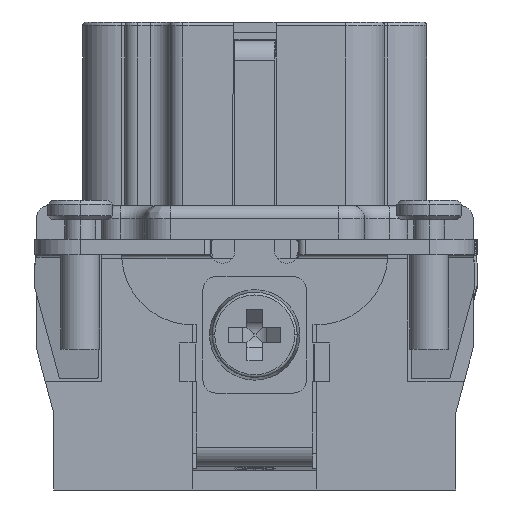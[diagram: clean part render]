
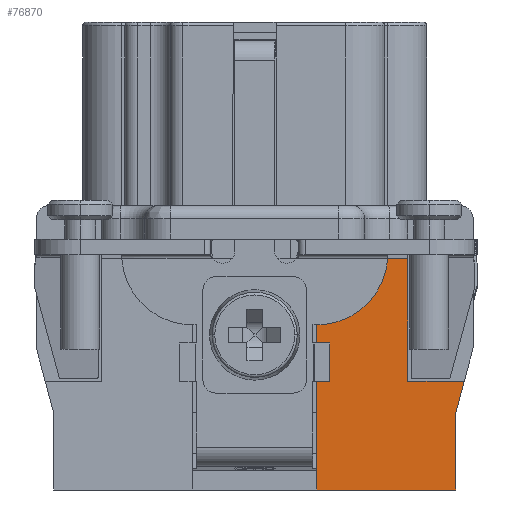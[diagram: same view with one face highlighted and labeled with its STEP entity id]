
A CAD part, front view. The second image highlights one B-rep face of the part: STEP entity #76870.
In plain terms, the highlighted planar face has unit normal (0, -1, 0).
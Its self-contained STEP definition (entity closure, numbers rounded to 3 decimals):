
#377=DIRECTION('',(-1.,0.,0.));
#378=VECTOR('',#377,10.76);
#379=CARTESIAN_POINT('',(15.56,-31.75,-20.6));
#380=LINE('',#379,#378);
#7837=DIRECTION('',(0.,0.,-1.));
#7838=VECTOR('',#7837,17.75);
#7839=CARTESIAN_POINT('',(4.8,-31.75,-2.85));
#7840=LINE('',#7839,#7838);
#7853=DIRECTION('',(0.,0.,-1.));
#7854=VECTOR('',#7853,6.);
#7855=CARTESIAN_POINT('',(15.56,-31.75,-14.6));
#7856=LINE('',#7855,#7854);
#7857=DIRECTION('',(0.,0.,-1.));
#7858=VECTOR('',#7857,9.5);
#7859=CARTESIAN_POINT('',(11.85,-31.75,-2.7));
#7860=LINE('',#7859,#7858);
#7861=DIRECTION('',(1.,0.,0.));
#7862=VECTOR('',#7861,4.353);
#7863=CARTESIAN_POINT('',(11.85,-31.75,-12.2));
#7864=LINE('',#7863,#7862);
#7893=DIRECTION('',(0.259,0.,0.966));
#7894=VECTOR('',#7893,2.485);
#7895=CARTESIAN_POINT('',(15.56,-31.75,-14.6));
#7896=LINE('',#7895,#7894);
#22421=DIRECTION('',(-1.,0.,0.));
#22422=VECTOR('',#22421,7.2);
#22423=CARTESIAN_POINT('',(11.85,-31.75,-2.7));
#22424=LINE('',#22423,#22422);
#22553=CARTESIAN_POINT('',(4.65,-31.75,-2.7));
#22555=DIRECTION('',(0.707,0.,-0.707));
#22556=VECTOR('',#22555,0.212);
#22557=CARTESIAN_POINT('',(4.65,-31.75,-2.7));
#22558=LINE('',#22557,#22556);
#54102=CARTESIAN_POINT('',(4.8,-31.75,-2.85));
#54104=VERTEX_POINT('',#54102);
#54119=VERTEX_POINT('',#22553);
#55404=CARTESIAN_POINT('',(11.85,-31.75,-2.7));
#55406=VERTEX_POINT('',#55404);
#55422=CARTESIAN_POINT('',(11.85,-31.75,-12.2));
#55423=VERTEX_POINT('',#55422);
#55456=CARTESIAN_POINT('',(16.203,-31.75,-12.2));
#55457=VERTEX_POINT('',#55456);
#55900=CARTESIAN_POINT('',(15.56,-31.75,-20.6));
#55901=VERTEX_POINT('',#55900);
#55902=CARTESIAN_POINT('',(4.8,-31.75,-20.6));
#55903=VERTEX_POINT('',#55902);
#56132=CARTESIAN_POINT('',(15.56,-31.75,-14.6));
#56133=VERTEX_POINT('',#56132);
#76849=CARTESIAN_POINT('',(12.,-31.75,1.4));
#76850=DIRECTION('',(0.,-1.,0.));
#76851=DIRECTION('',(1.,0.,0.));
#76852=AXIS2_PLACEMENT_3D('',#76849,#76850,#76851);
#76853=PLANE('',#76852);
#76855=ORIENTED_EDGE('',*,*,#76854,.F.);
#76857=ORIENTED_EDGE('',*,*,#76856,.T.);
#76858=ORIENTED_EDGE('',*,*,#71455,.T.);
#76859=ORIENTED_EDGE('',*,*,#76834,.F.);
#76861=ORIENTED_EDGE('',*,*,#76860,.F.);
#76863=ORIENTED_EDGE('',*,*,#76862,.F.);
#76865=ORIENTED_EDGE('',*,*,#76864,.T.);
#76867=ORIENTED_EDGE('',*,*,#76866,.T.);
#76868=EDGE_LOOP('',(#76855,#76857,#76858,#76859,#76861,#76863,#76865,#76867));
#76869=FACE_OUTER_BOUND('',#76868,.F.);
#76870=ADVANCED_FACE('',(#76869),#76853,.T.);
#71455=EDGE_CURVE('',#55901,#55903,#380,.T.);
#76834=EDGE_CURVE('',#54104,#55903,#7840,.T.);
#76854=EDGE_CURVE('',#56133,#55457,#7896,.T.);
#76856=EDGE_CURVE('',#56133,#55901,#7856,.T.);
#76860=EDGE_CURVE('',#54119,#54104,#22558,.T.);
#76862=EDGE_CURVE('',#55406,#54119,#22424,.T.);
#76864=EDGE_CURVE('',#55406,#55423,#7860,.T.);
#76866=EDGE_CURVE('',#55423,#55457,#7864,.T.);
